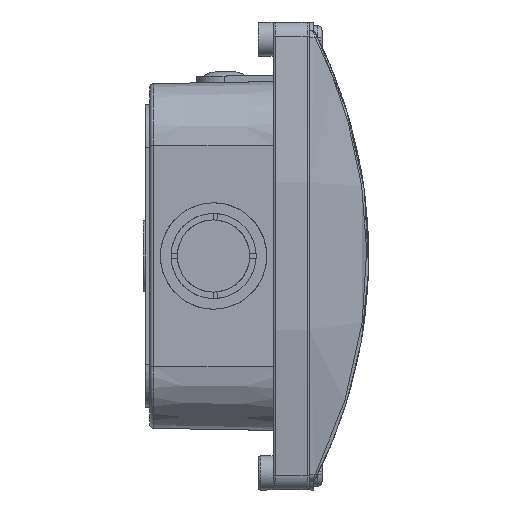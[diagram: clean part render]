
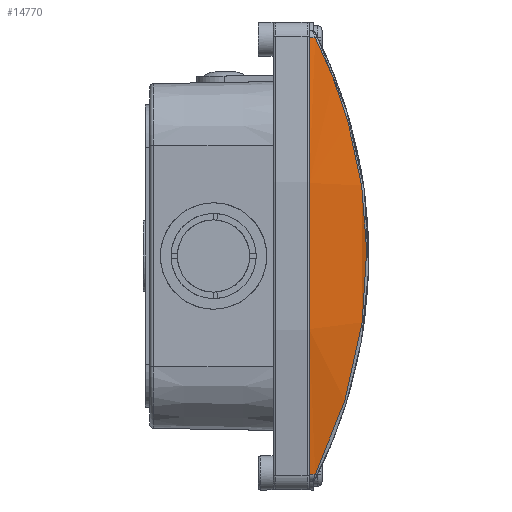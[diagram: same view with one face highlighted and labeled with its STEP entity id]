
A CAD part, left-side view. The second image highlights one B-rep face of the part: STEP entity #14770.
In plain terms, the highlighted cylindrical face has radius 303 mm (diameter 606 mm), a partial arc.
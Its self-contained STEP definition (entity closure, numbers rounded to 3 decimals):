
#450 = VERTEX_POINT ( 'NONE', #2461 ) ;
#772 = DIRECTION ( 'NONE',  ( 0., -1., 0. ) ) ;
#775 = DIRECTION ( 'NONE',  ( 0., 1., 0. ) ) ;
#1295 = CARTESIAN_POINT ( 'NONE',  ( -120.997, -16.619, -35.03 ) ) ;
#1469 = ORIENTED_EDGE ( 'NONE', *, *, #9876, .T. ) ;
#1972 = DIRECTION ( 'NONE',  ( 0., 0., 1. ) ) ;
#2018 = CARTESIAN_POINT ( 'NONE',  ( 180., -22.5, 0. ) ) ;
#2076 = CARTESIAN_POINT ( 'NONE',  ( -118.619, -8.5, -51.339 ) ) ;
#2391 = VECTOR ( 'NONE', #10880, 1000. ) ;
#2461 = CARTESIAN_POINT ( 'NONE',  ( -118.619, -8.5, 51.339 ) ) ;
#2700 = CARTESIAN_POINT ( 'NONE',  ( -122.486, -20.639, -17.773 ) ) ;
#3734 = EDGE_CURVE ( 'NONE', #13120, #13940, #5129, .T. ) ;
#3820 = CARTESIAN_POINT ( 'NONE',  ( -122.492, -20.655, 17.67 ) ) ;
#3919 = CARTESIAN_POINT ( 'NONE',  ( -122.029, -19.414, 24.269 ) ) ;
#4536 = EDGE_LOOP ( 'NONE', ( #16909, #1469, #14156, #8111 ) ) ;
#5129 = LINE ( 'NONE', #17201, #6380 ) ;
#5331 = CARTESIAN_POINT ( 'NONE',  ( -121.939, -19.173, 25.357 ) ) ;
#5378 = CARTESIAN_POINT ( 'NONE',  ( -122.902, -21.743, -8.887 ) ) ;
#5809 = VERTEX_POINT ( 'NONE', #16240 ) ;
#6380 = VECTOR ( 'NONE', #9308, 1000. ) ;
#6598 = CARTESIAN_POINT ( 'NONE',  ( -123., -21.999, -4.452 ) ) ;
#6659 = CARTESIAN_POINT ( 'NONE',  ( -122.196, -19.864, 22.082 ) ) ;
#6718 = CARTESIAN_POINT ( 'NONE',  ( -122.904, -21.746, 8.832 ) ) ;
#7434 = CARTESIAN_POINT ( 'NONE',  ( 180., -8.5, 0. ) ) ;
#7839 = CARTESIAN_POINT ( 'NONE',  ( -119.918, -13.616, -43.31 ) ) ;
#8046 = CARTESIAN_POINT ( 'NONE',  ( -122.609, -20.965, -15.547 ) ) ;
#8111 = ORIENTED_EDGE ( 'NONE', *, *, #13995, .T. ) ;
#9170 = CARTESIAN_POINT ( 'NONE',  ( -118.619, -9.892, 51.339 ) ) ;
#9226 = CARTESIAN_POINT ( 'NONE',  ( -119.302, -11.877, 47.366 ) ) ;
#9277 = CARTESIAN_POINT ( 'NONE',  ( -122.613, -20.977, 15.462 ) ) ;
#9308 = DIRECTION ( 'NONE',  ( 0., 1., 0. ) ) ;
#9319 = CARTESIAN_POINT ( 'NONE',  ( -122.196, -19.863, -22.169 ) ) ;
#9522 = CARTESIAN_POINT ( 'NONE',  ( -118.619, -9.892, -51.339 ) ) ;
#9876 = EDGE_CURVE ( 'NONE', #13120, #5809, #12474, .T. ) ;
#10098 = DIRECTION ( 'NONE',  ( 0., 0., -1. ) ) ;
#10650 = CARTESIAN_POINT ( 'NONE',  ( -121.461, -17.882, -30.807 ) ) ;
#10780 = FACE_OUTER_BOUND ( 'NONE', #4536, .T. ) ;
#10880 = DIRECTION ( 'NONE',  ( 0., 1., 0. ) ) ;
#11817 = AXIS2_PLACEMENT_3D ( 'NONE', #7434, #772, #10098 ) ;
#11988 = CARTESIAN_POINT ( 'NONE',  ( -123., -22.001, 4.408 ) ) ;
#12474 = B_SPLINE_CURVE_WITH_KNOTS ( 'NONE', 3,
 ( #17122, #13313, #7839, #1295, #10650, #13157, #9319, #2700, #8046, #5378, #6598, #11988, #6718, #9277, #3820, #15855, #6659, #3919, #5331, #15956, #14579, #15793, #9226, #9170 ),
 .UNSPECIFIED., .F., .F.,
 ( 4, 2, 2, 2, 2, 2, 2, 2, 2, 2, 2, 4 ),
 ( 0., 0.013, 0.027, 0.033, 0.04, 0.053, 0.066, 0.073, 0.076, 0.08, 0.093, 0.106 ),
 .UNSPECIFIED. ) ;
#12481 = CIRCLE ( 'NONE', #11817, 303. ) ;
#13120 = VERTEX_POINT ( 'NONE', #9522 ) ;
#13157 = CARTESIAN_POINT ( 'NONE',  ( -122.028, -19.414, -24.344 ) ) ;
#13168 = AXIS2_PLACEMENT_3D ( 'NONE', #2018, #775, #1972 ) ;
#13313 = CARTESIAN_POINT ( 'NONE',  ( -119.302, -11.877, -47.366 ) ) ;
#13940 = VERTEX_POINT ( 'NONE', #2076 ) ;
#13995 = EDGE_CURVE ( 'NONE', #450, #13940, #12481, .T. ) ;
#14156 = ORIENTED_EDGE ( 'NONE', *, *, #16918, .T. ) ;
#14579 = CARTESIAN_POINT ( 'NONE',  ( -121., -16.627, 35.005 ) ) ;
#14770 = ADVANCED_FACE ( 'NONE', ( #10780 ), #15954, .T. ) ;
#15455 = LINE ( 'NONE', #16304, #2391 ) ;
#15793 = CARTESIAN_POINT ( 'NONE',  ( -119.919, -13.619, 43.304 ) ) ;
#15855 = CARTESIAN_POINT ( 'NONE',  ( -122.275, -20.074, 20.981 ) ) ;
#15954 = CYLINDRICAL_SURFACE ( 'NONE', #13168, 303. ) ;
#15956 = CARTESIAN_POINT ( 'NONE',  ( -121.465, -17.894, 30.768 ) ) ;
#16240 = CARTESIAN_POINT ( 'NONE',  ( -118.619, -9.892, 51.339 ) ) ;
#16304 = CARTESIAN_POINT ( 'NONE',  ( -118.619, -22.5, 51.339 ) ) ;
#16909 = ORIENTED_EDGE ( 'NONE', *, *, #3734, .F. ) ;
#16918 = EDGE_CURVE ( 'NONE', #5809, #450, #15455, .T. ) ;
#17122 = CARTESIAN_POINT ( 'NONE',  ( -118.619, -9.892, -51.339 ) ) ;
#17201 = CARTESIAN_POINT ( 'NONE',  ( -118.619, -22.5, -51.339 ) ) ;
